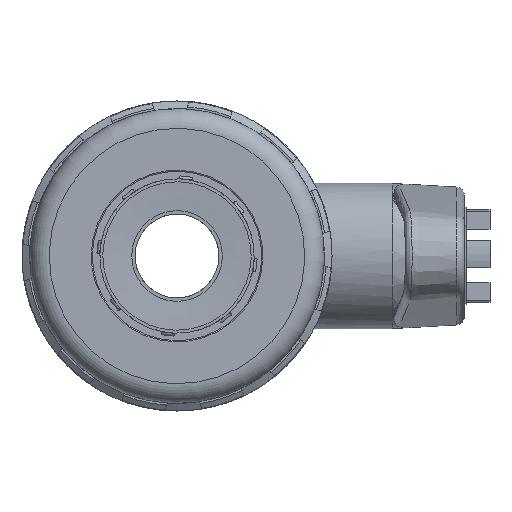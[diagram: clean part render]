
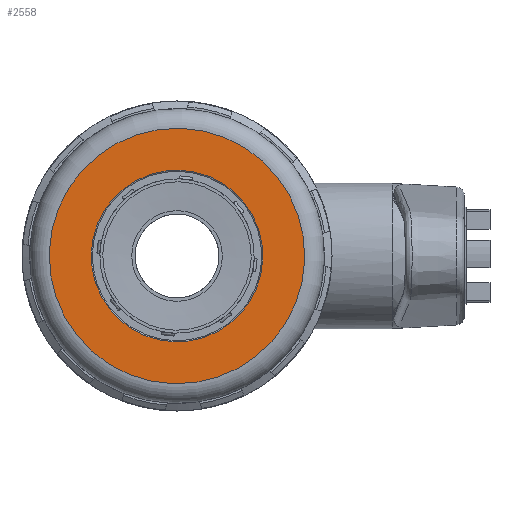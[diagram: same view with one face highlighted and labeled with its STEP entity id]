
A CAD part, left-side view. The second image highlights one B-rep face of the part: STEP entity #2558.
In plain terms, the highlighted face is planar.
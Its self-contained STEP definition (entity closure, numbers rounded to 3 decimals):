
#2558 = ADVANCED_FACE( '', ( #5793, #5794 ), #5795, .T. );
#5793 = FACE_OUTER_BOUND( '', #15746, .T. );
#5794 = FACE_BOUND( '', #15747, .T. );
#5795 = PLANE( '', #15748 );
#15746 = EDGE_LOOP( '', ( #31106 ) );
#15747 = EDGE_LOOP( '', ( #31107 ) );
#15748 = AXIS2_PLACEMENT_3D( '', #31108, #31109, #31110 );
#31106 = ORIENTED_EDGE( '', *, *, #40792, .F. );
#31107 = ORIENTED_EDGE( '', *, *, #39968, .T. );
#31108 = CARTESIAN_POINT( '', ( -22.85, 0., 21.5 ) );
#31109 = DIRECTION( '', ( 0., 0., 1. ) );
#31110 = DIRECTION( '', ( 1., 0., 0. ) );
#39968 = EDGE_CURVE( '', #45817, #45817, #45818, .T. );
#40792 = EDGE_CURVE( '', #47050, #47050, #47051, .T. );
#45817 = VERTEX_POINT( '', #58210 );
#45818 = CIRCLE( '', #58211, 15.345 );
#47050 = VERTEX_POINT( '', #61893 );
#47051 = CIRCLE( '', #61894, 22.85 );
#58210 = CARTESIAN_POINT( '', ( -15.345, 0., 21.5 ) );
#58211 = AXIS2_PLACEMENT_3D( '', #71594, #71595, #71596 );
#61893 = CARTESIAN_POINT( '', ( -22.85, 0., 21.5 ) );
#61894 = AXIS2_PLACEMENT_3D( '', #72391, #72392, #72393 );
#71594 = CARTESIAN_POINT( '', ( 0., 0., 21.5 ) );
#71595 = DIRECTION( '', ( 0., 0., -1. ) );
#71596 = DIRECTION( '', ( -1., 0., 0. ) );
#72391 = CARTESIAN_POINT( '', ( 0., 0., 21.5 ) );
#72392 = DIRECTION( '', ( 0., 0., -1. ) );
#72393 = DIRECTION( '', ( -1., 0., 0. ) );
